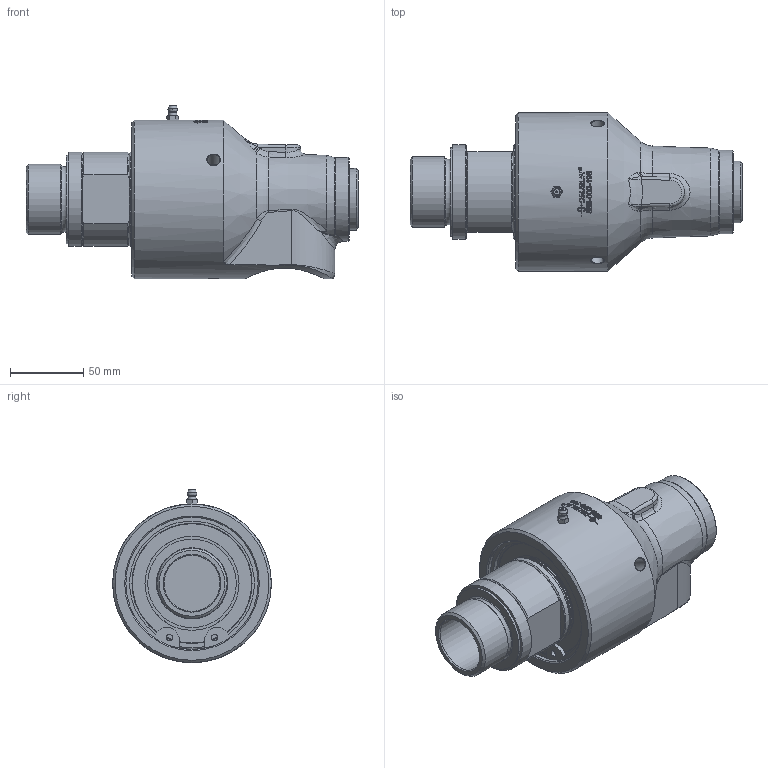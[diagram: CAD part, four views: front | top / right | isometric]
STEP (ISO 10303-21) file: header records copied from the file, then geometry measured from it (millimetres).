
FILE_DESCRIPTION(/* description */ (''),/* implementation_level */ '2;1');
FILE_NAME(/* name */ '555-000-198-IC.stp',/* time_stamp */ '2020-05-20T10:23:41-05:00',/* author */ ('GALINDOLM'),/* organization */ (''),/* preprocessor_version */ 'ST-DEVELOPER v18',/* originating_system */ 'Autodesk Inventor 2020',/* authorisation */ '');
FILE_SCHEMA (('AUTOMOTIVE_DESIGN { 1 0 10303 214 3 1 1 }'));
Length unit declared in the file: millimetre
Products named in the file (1): 555-000-198-IC
Bounding box: 226 x 108 x 117.99 mm (x, y, z)
Volume: 975425.4 mm3; surface area: 104060.8 mm2
Topology: 3 solids, 5 shells, 537 faces, 1427 edges, 947 vertices
Faces by surface type: plane 243, bspline 166, cylinder 82, cone 30, torus 14, sphere 2
Full cylindrical faces by diameter (mm): 3 x1, 3.2 x1, 4.361 x2, 5.359 x1, 8.6 x3, 22.5 x1, 38.1 x1, 43.256 x1, 47.803 x1, 48.4 x1, 49.4 x1, 53.7 x1, 56.25 x1, 57 x1, 60.3 x1, 63.3 x1, 64 x2, 81.2 x1, 81.7 x1, 90 x1, 90.07 x1, 97.2 x1, 108 x1
Entity records: 23784 total; most frequent: CARTESIAN_POINT 10800, ORIENTED_EDGE 2842, DIRECTION 2375, EDGE_CURVE 1421, AXIS2_PLACEMENT_3D 955, VERTEX_POINT 947, EDGE_LOOP 602, FACE_OUTER_BOUND 537
